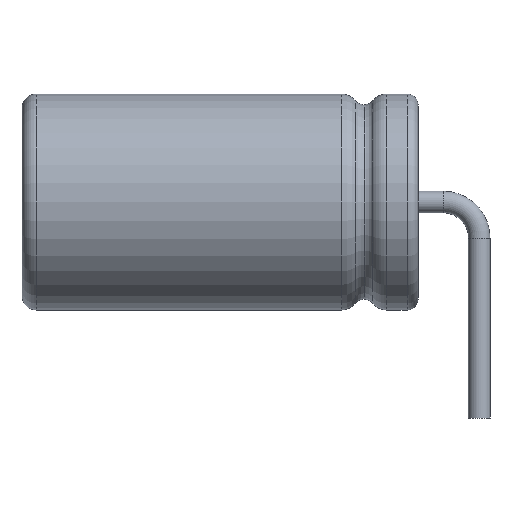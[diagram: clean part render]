
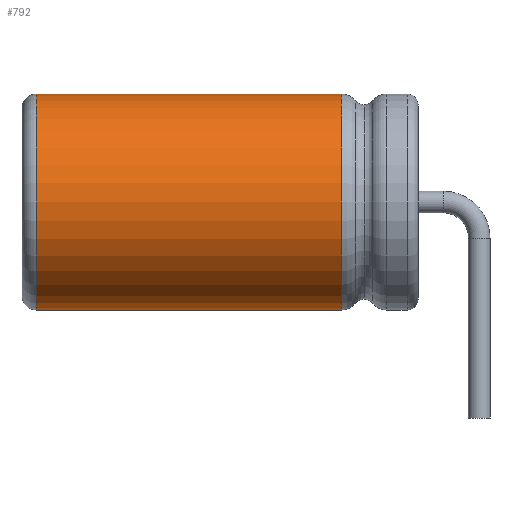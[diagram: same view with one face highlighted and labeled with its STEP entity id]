
A CAD part, left-side view. The second image highlights one B-rep face of the part: STEP entity #792.
In plain terms, the highlighted cylindrical face has radius 3 mm (diameter 6 mm), a partial arc.
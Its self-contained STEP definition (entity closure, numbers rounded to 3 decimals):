
#42 = CARTESIAN_POINT ( 'NONE',  ( 0., 11., -3. ) ) ;
#87 = CARTESIAN_POINT ( 'NONE',  ( 0., 2.124, 0. ) ) ;
#202 = DIRECTION ( 'NONE',  ( 0., -1., 0. ) ) ;
#205 = ORIENTED_EDGE ( 'NONE', *, *, #371, .F. ) ;
#255 = AXIS2_PLACEMENT_3D ( 'NONE', #920, #202, #1084 ) ;
#311 = VECTOR ( 'NONE', #1233, 1000. ) ;
#319 = ORIENTED_EDGE ( 'NONE', *, *, #526, .T. ) ;
#322 = VERTEX_POINT ( 'NONE', #994 ) ;
#336 = VERTEX_POINT ( 'NONE', #1396 ) ;
#371 = EDGE_CURVE ( 'NONE', #336, #615, #1639, .T. ) ;
#483 = CIRCLE ( 'NONE', #255, 3. ) ;
#525 = FACE_OUTER_BOUND ( 'NONE', #1363, .T. ) ;
#526 = EDGE_CURVE ( 'NONE', #692, #322, #685, .T. ) ;
#552 = DIRECTION ( 'NONE',  ( 0., -1., 0. ) ) ;
#586 = CARTESIAN_POINT ( 'NONE',  ( 0., 11., 0. ) ) ;
#615 = VERTEX_POINT ( 'NONE', #1289 ) ;
#685 = LINE ( 'NONE', #42, #808 ) ;
#692 = VERTEX_POINT ( 'NONE', #1426 ) ;
#792 = ADVANCED_FACE ( 'NONE', ( #525 ), #1599, .T. ) ;
#808 = VECTOR ( 'NONE', #552, 1000. ) ;
#841 = DIRECTION ( 'NONE',  ( 0., 0., 1. ) ) ;
#843 = ORIENTED_EDGE ( 'NONE', *, *, #957, .T. ) ;
#848 = DIRECTION ( 'NONE',  ( 0., 0., -1. ) ) ;
#867 = CARTESIAN_POINT ( 'NONE',  ( 0., 11., 3. ) ) ;
#908 = CIRCLE ( 'NONE', #1559, 3. ) ;
#920 = CARTESIAN_POINT ( 'NONE',  ( 0., 10.6, 0. ) ) ;
#957 = EDGE_CURVE ( 'NONE', #336, #692, #483, .T. ) ;
#994 = CARTESIAN_POINT ( 'NONE',  ( 0., 2.124, -3. ) ) ;
#1084 = DIRECTION ( 'NONE',  ( 0., 0., 1. ) ) ;
#1176 = AXIS2_PLACEMENT_3D ( 'NONE', #586, #1246, #848 ) ;
#1183 = EDGE_CURVE ( 'NONE', #322, #615, #908, .T. ) ;
#1233 = DIRECTION ( 'NONE',  ( 0., -1., 0. ) ) ;
#1246 = DIRECTION ( 'NONE',  ( 0., -1., 0. ) ) ;
#1289 = CARTESIAN_POINT ( 'NONE',  ( 0., 2.124, 3. ) ) ;
#1351 = DIRECTION ( 'NONE',  ( 0., 1., 0. ) ) ;
#1363 = EDGE_LOOP ( 'NONE', ( #205, #843, #319, #1634 ) ) ;
#1396 = CARTESIAN_POINT ( 'NONE',  ( 0., 10.6, 3. ) ) ;
#1426 = CARTESIAN_POINT ( 'NONE',  ( 0., 10.6, -3. ) ) ;
#1559 = AXIS2_PLACEMENT_3D ( 'NONE', #87, #1351, #841 ) ;
#1599 = CYLINDRICAL_SURFACE ( 'NONE', #1176, 3. ) ;
#1634 = ORIENTED_EDGE ( 'NONE', *, *, #1183, .T. ) ;
#1639 = LINE ( 'NONE', #867, #311 ) ;
